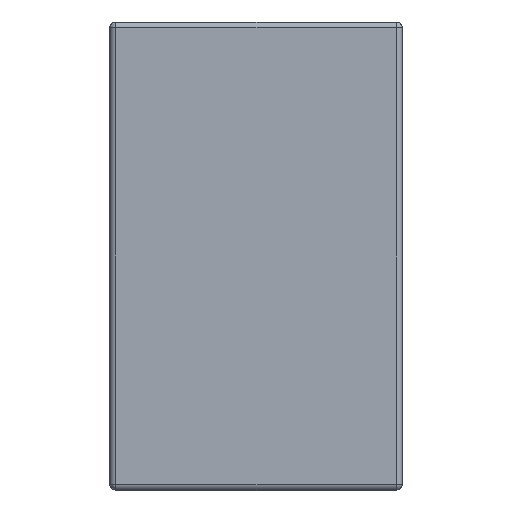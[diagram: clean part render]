
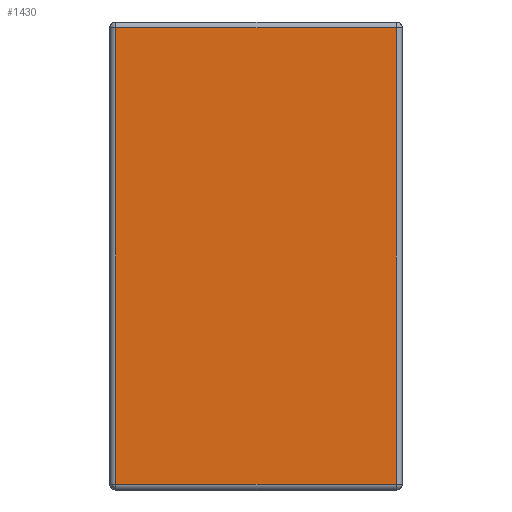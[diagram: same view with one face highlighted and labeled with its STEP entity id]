
A CAD part, left-side view. The second image highlights one B-rep face of the part: STEP entity #1430.
In plain terms, the highlighted planar face has unit normal (-1, 0, 0).
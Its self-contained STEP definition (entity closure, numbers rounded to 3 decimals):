
#106 = ORIENTED_EDGE ( 'NONE', *, *, #727, .F. ) ;
#125 = CARTESIAN_POINT ( 'NONE',  ( 0., 0.49, -0.79 ) ) ;
#132 = DIRECTION ( 'NONE',  ( 0., -1., 0. ) ) ;
#262 = EDGE_CURVE ( 'NONE', #691, #757, #780, .T. ) ;
#365 = LINE ( 'NONE', #566, #1849 ) ;
#566 = CARTESIAN_POINT ( 'NONE',  ( 0., 0.01, 0. ) ) ;
#627 = LINE ( 'NONE', #846, #914 ) ;
#643 = VERTEX_POINT ( 'NONE', #1203 ) ;
#691 = VERTEX_POINT ( 'NONE', #882 ) ;
#727 = EDGE_CURVE ( 'NONE', #643, #1112, #1026, .T. ) ;
#757 = VERTEX_POINT ( 'NONE', #125 ) ;
#780 = LINE ( 'NONE', #1269, #1091 ) ;
#846 = CARTESIAN_POINT ( 'NONE',  ( 0., 0.49, -0.8 ) ) ;
#882 = CARTESIAN_POINT ( 'NONE',  ( 0., 0.01, -0.79 ) ) ;
#914 = VECTOR ( 'NONE', #1761, 1000. ) ;
#980 = EDGE_CURVE ( 'NONE', #757, #643, #627, .T. ) ;
#1026 = LINE ( 'NONE', #1923, #1435 ) ;
#1077 = CARTESIAN_POINT ( 'NONE',  ( 0., 0.5, 0. ) ) ;
#1091 = VECTOR ( 'NONE', #1318, 1000. ) ;
#1112 = VERTEX_POINT ( 'NONE', #1634 ) ;
#1203 = CARTESIAN_POINT ( 'NONE',  ( 0., 0.49, -0.01 ) ) ;
#1218 = ORIENTED_EDGE ( 'NONE', *, *, #262, .F. ) ;
#1269 = CARTESIAN_POINT ( 'NONE',  ( 0., 0.5, -0.79 ) ) ;
#1318 = DIRECTION ( 'NONE',  ( 0., 1., 0. ) ) ;
#1338 = ORIENTED_EDGE ( 'NONE', *, *, #1856, .F. ) ;
#1407 = DIRECTION ( 'NONE',  ( 0., 0., -1. ) ) ;
#1430 = ADVANCED_FACE ( 'NONE', ( #1768 ), #1532, .F. ) ;
#1435 = VECTOR ( 'NONE', #132, 1000. ) ;
#1477 = EDGE_LOOP ( 'NONE', ( #1218, #1338, #106, #1508 ) ) ;
#1508 = ORIENTED_EDGE ( 'NONE', *, *, #980, .F. ) ;
#1532 = PLANE ( 'NONE',  #1607 ) ;
#1607 = AXIS2_PLACEMENT_3D ( 'NONE', #1077, #1950, #1407 ) ;
#1634 = CARTESIAN_POINT ( 'NONE',  ( 0., 0.01, -0.01 ) ) ;
#1691 = DIRECTION ( 'NONE',  ( 0., 0., -1. ) ) ;
#1761 = DIRECTION ( 'NONE',  ( 0., 0., 1. ) ) ;
#1768 = FACE_OUTER_BOUND ( 'NONE', #1477, .T. ) ;
#1849 = VECTOR ( 'NONE', #1691, 1000. ) ;
#1856 = EDGE_CURVE ( 'NONE', #1112, #691, #365, .T. ) ;
#1923 = CARTESIAN_POINT ( 'NONE',  ( 0., 0.5, -0.01 ) ) ;
#1950 = DIRECTION ( 'NONE',  ( 1., 0., 0. ) ) ;
